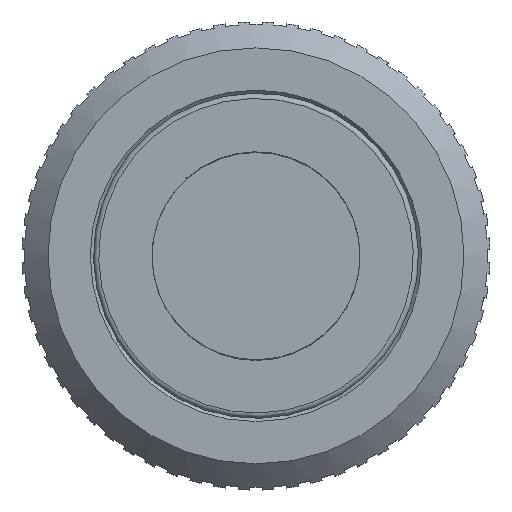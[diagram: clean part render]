
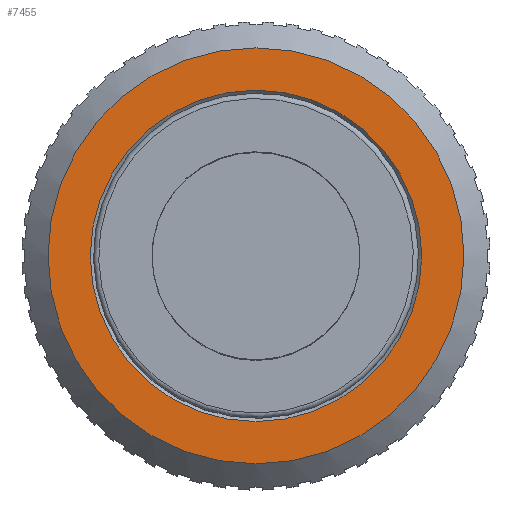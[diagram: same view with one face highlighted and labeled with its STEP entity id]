
A CAD part, top view. The second image highlights one B-rep face of the part: STEP entity #7455.
In plain terms, the highlighted planar face has unit normal (0, 0, 1).
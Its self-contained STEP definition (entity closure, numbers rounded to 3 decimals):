
#242=PLANE('',#7930);
#507=FACE_BOUND('',#1008,.T.);
#593=FACE_OUTER_BOUND('',#1007,.T.);
#1007=EDGE_LOOP('',(#4984));
#1008=EDGE_LOOP('',(#4985));
#2575=CIRCLE('',#7928,6.375);
#2577=CIRCLE('',#7931,8.);
#2949=VERTEX_POINT('',#11846);
#2951=VERTEX_POINT('',#11852);
#3746=EDGE_CURVE('',#2949,#2949,#2575,.T.);
#3749=EDGE_CURVE('',#2951,#2951,#2577,.T.);
#4984=ORIENTED_EDGE('',*,*,#3749,.F.);
#4985=ORIENTED_EDGE('',*,*,#3746,.F.);
#7455=ADVANCED_FACE('',(#593,#507),#242,.F.);
#7928=AXIS2_PLACEMENT_3D('',#11847,#8781,#8782);
#7930=AXIS2_PLACEMENT_3D('',#11851,#8786,#8787);
#7931=AXIS2_PLACEMENT_3D('',#11853,#8788,#8789);
#8781=DIRECTION('center_axis',(0.,0.,
1.));
#8782=DIRECTION('ref_axis',(-1.,0.,0.));
#8786=DIRECTION('center_axis',(0.,0.,
-1.));
#8787=DIRECTION('ref_axis',(-1.,0.,0.));
#8788=DIRECTION('center_axis',(0.,0.,
-1.));
#8789=DIRECTION('ref_axis',(-1.,0.,0.));
#11846=CARTESIAN_POINT('',(13.322,20.878,-14.954));
#11847=CARTESIAN_POINT('Origin',(6.947,20.878,-14.954));
#11851=CARTESIAN_POINT('Origin',(6.947,20.878,-14.954));
#11852=CARTESIAN_POINT('',(14.947,20.878,-14.954));
#11853=CARTESIAN_POINT('Origin',(6.947,20.878,-14.954));
